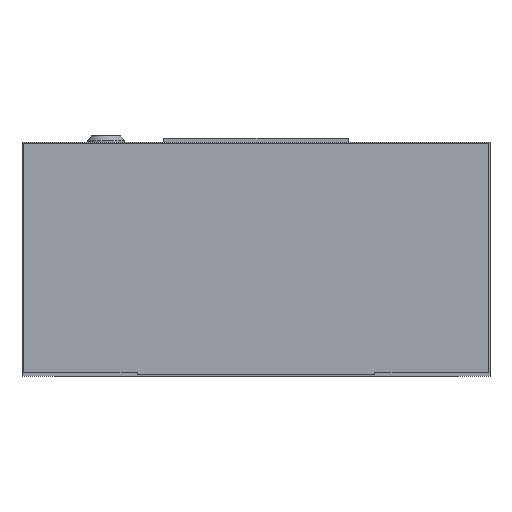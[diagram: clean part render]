
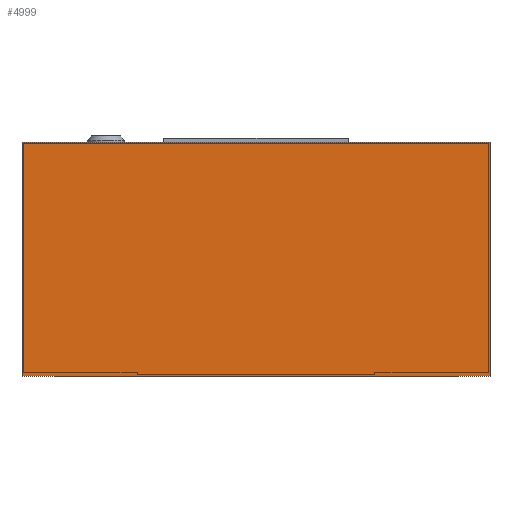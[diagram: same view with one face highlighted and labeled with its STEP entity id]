
A CAD part, front view. The second image highlights one B-rep face of the part: STEP entity #4999.
In plain terms, the highlighted planar face has unit normal (0, -1, 0).
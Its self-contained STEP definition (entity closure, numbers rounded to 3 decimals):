
#518 = CARTESIAN_POINT ( 'NONE',  ( -150., -290., 0. ) ) ;
#698 = LINE ( 'NONE', #11623, #759 ) ;
#759 = VECTOR ( 'NONE', #2294, 1000. ) ;
#2061 = ORIENTED_EDGE ( 'NONE', *, *, #10237, .F. ) ;
#2294 = DIRECTION ( 'NONE',  ( 0., 0., -1. ) ) ;
#2325 = DIRECTION ( 'NONE',  ( -1., 0., 0. ) ) ;
#2334 = DIRECTION ( 'NONE',  ( 0., 1., 0. ) ) ;
#2435 = CARTESIAN_POINT ( 'NONE',  ( -150., -290., 0.8 ) ) ;
#2573 = PLANE ( 'NONE',  #5947 ) ;
#3013 = DIRECTION ( 'NONE',  ( 1., 0., 0. ) ) ;
#4311 = VECTOR ( 'NONE', #6158, 1000. ) ;
#4370 = LINE ( 'NONE', #6345, #4311 ) ;
#4767 = VERTEX_POINT ( 'NONE', #5209 ) ;
#4924 = CARTESIAN_POINT ( 'NONE',  ( 150., -290., 150. ) ) ;
#4999 = ADVANCED_FACE ( 'NONE', ( #17112 ), #2573, .F. ) ;
#5145 = VERTEX_POINT ( 'NONE', #518 ) ;
#5209 = CARTESIAN_POINT ( 'NONE',  ( 150., -290., 0. ) ) ;
#5834 = VERTEX_POINT ( 'NONE', #7936 ) ;
#5947 = AXIS2_PLACEMENT_3D ( 'NONE', #2435, #2334, #2325 ) ;
#6158 = DIRECTION ( 'NONE',  ( 1., 0., 0. ) ) ;
#6345 = CARTESIAN_POINT ( 'NONE',  ( -150., -290., 0. ) ) ;
#6568 = EDGE_CURVE ( 'NONE', #12352, #4767, #15711, .T. ) ;
#6597 = EDGE_LOOP ( 'NONE', ( #18239, #13430, #17161, #2061 ) ) ;
#7936 = CARTESIAN_POINT ( 'NONE',  ( -150., -290., 150. ) ) ;
#8654 = DIRECTION ( 'NONE',  ( 0., 0., -1. ) ) ;
#8717 = CARTESIAN_POINT ( 'NONE',  ( 150., -290., 0.8 ) ) ;
#10237 = EDGE_CURVE ( 'NONE', #5834, #12352, #18045, .T. ) ;
#11623 = CARTESIAN_POINT ( 'NONE',  ( -150., -290., 0.8 ) ) ;
#12239 = EDGE_CURVE ( 'NONE', #5145, #4767, #4370, .T. ) ;
#12352 = VERTEX_POINT ( 'NONE', #4924 ) ;
#12902 = EDGE_CURVE ( 'NONE', #5834, #5145, #698, .T. ) ;
#13430 = ORIENTED_EDGE ( 'NONE', *, *, #12239, .T. ) ;
#14525 = CARTESIAN_POINT ( 'NONE',  ( -150., -290., 150. ) ) ;
#14860 = VECTOR ( 'NONE', #8654, 1000. ) ;
#15711 = LINE ( 'NONE', #8717, #14860 ) ;
#17112 = FACE_OUTER_BOUND ( 'NONE', #6597, .T. ) ;
#17161 = ORIENTED_EDGE ( 'NONE', *, *, #6568, .F. ) ;
#18014 = VECTOR ( 'NONE', #3013, 1000. ) ;
#18045 = LINE ( 'NONE', #14525, #18014 ) ;
#18239 = ORIENTED_EDGE ( 'NONE', *, *, #12902, .T. ) ;
